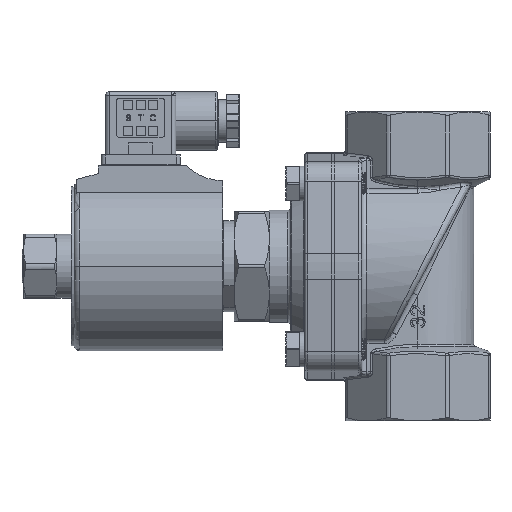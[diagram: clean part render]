
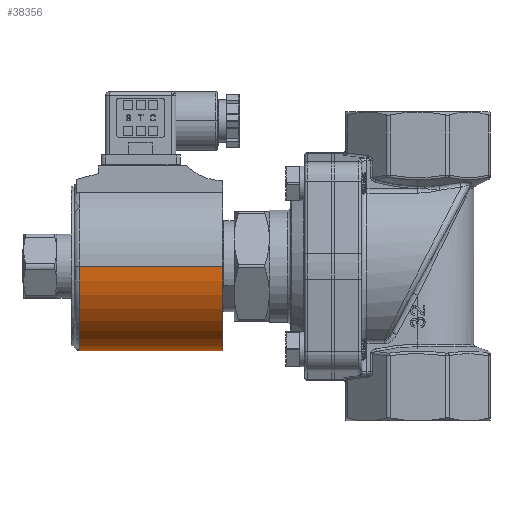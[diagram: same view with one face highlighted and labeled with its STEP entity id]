
A CAD part, left-side view. The second image highlights one B-rep face of the part: STEP entity #38356.
In plain terms, the highlighted cylindrical face has radius 31.5 mm (diameter 63 mm), a partial arc.
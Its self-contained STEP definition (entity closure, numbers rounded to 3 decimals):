
#1539 = DIRECTION ( 'NONE',  ( 0., 1., 0. ) ) ;
#2237 = LINE ( 'NONE', #89291, #87020 ) ;
#13021 = CIRCLE ( 'NONE', #102932, 31.5 ) ;
#14007 = ORIENTED_EDGE ( 'NONE', *, *, #104472, .T. ) ;
#22549 = DIRECTION ( 'NONE',  ( 0., 1., 0. ) ) ;
#27196 = DIRECTION ( 'NONE',  ( -1., 0., 0. ) ) ;
#28417 = VERTEX_POINT ( 'NONE', #128559 ) ;
#30543 = VERTEX_POINT ( 'NONE', #117492 ) ;
#32442 = CARTESIAN_POINT ( 'NONE',  ( -31.5, 100., 0. ) ) ;
#35730 = EDGE_LOOP ( 'NONE', ( #135570, #96102, #14007, #75870 ) ) ;
#37922 = CARTESIAN_POINT ( 'NONE',  ( 0., 100., 0. ) ) ;
#38356 = ADVANCED_FACE ( 'NONE', ( #123469 ), #139042, .T. ) ;
#44473 = CARTESIAN_POINT ( 'NONE',  ( 31.5, 153.5, 0. ) ) ;
#49019 = DIRECTION ( 'NONE',  ( 0., 1., 0. ) ) ;
#55386 = DIRECTION ( 'NONE',  ( 0., -1., 0. ) ) ;
#56972 = CIRCLE ( 'NONE', #61403, 31.5 ) ;
#60100 = VERTEX_POINT ( 'NONE', #44473 ) ;
#61403 = AXIS2_PLACEMENT_3D ( 'NONE', #67843, #1539, #78887 ) ;
#65044 = LINE ( 'NONE', #82169, #97904 ) ;
#67843 = CARTESIAN_POINT ( 'NONE',  ( 0., 100., 0. ) ) ;
#75870 = ORIENTED_EDGE ( 'NONE', *, *, #76470, .T. ) ;
#76470 = EDGE_CURVE ( 'NONE', #30543, #60100, #13021, .T. ) ;
#77725 = VERTEX_POINT ( 'NONE', #32442 ) ;
#78887 = DIRECTION ( 'NONE',  ( -1., 0., 0. ) ) ;
#81674 = AXIS2_PLACEMENT_3D ( 'NONE', #37922, #49019, #27196 ) ;
#82169 = CARTESIAN_POINT ( 'NONE',  ( 31.5, 100., 0. ) ) ;
#87020 = VECTOR ( 'NONE', #22549, 1000. ) ;
#89291 = CARTESIAN_POINT ( 'NONE',  ( -31.5, 100., 0. ) ) ;
#91546 = EDGE_CURVE ( 'NONE', #28417, #60100, #65044, .T. ) ;
#93314 = DIRECTION ( 'NONE',  ( 0., 1., 0. ) ) ;
#96102 = ORIENTED_EDGE ( 'NONE', *, *, #108698, .T. ) ;
#97904 = VECTOR ( 'NONE', #93314, 1000. ) ;
#102932 = AXIS2_PLACEMENT_3D ( 'NONE', #121690, #55386, #132850 ) ;
#104472 = EDGE_CURVE ( 'NONE', #77725, #30543, #2237, .T. ) ;
#108698 = EDGE_CURVE ( 'NONE', #28417, #77725, #56972, .T. ) ;
#117492 = CARTESIAN_POINT ( 'NONE',  ( -31.5, 153.5, 0. ) ) ;
#121690 = CARTESIAN_POINT ( 'NONE',  ( 0., 153.5, 0. ) ) ;
#123469 = FACE_OUTER_BOUND ( 'NONE', #35730, .T. ) ;
#128559 = CARTESIAN_POINT ( 'NONE',  ( 31.5, 100., 0. ) ) ;
#132850 = DIRECTION ( 'NONE',  ( -1., 0., 0. ) ) ;
#135570 = ORIENTED_EDGE ( 'NONE', *, *, #91546, .F. ) ;
#139042 = CYLINDRICAL_SURFACE ( 'NONE', #81674, 31.5 ) ;
